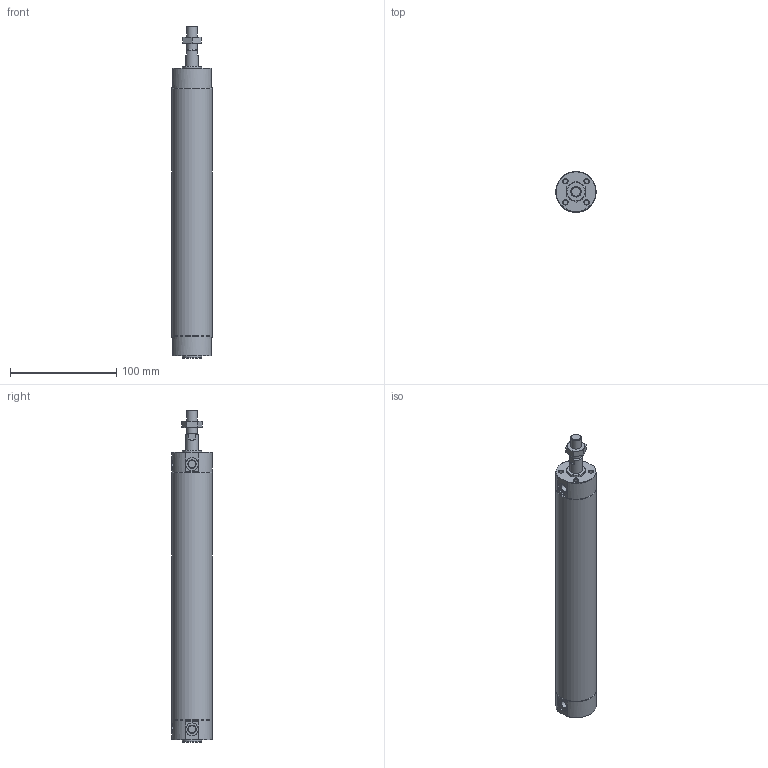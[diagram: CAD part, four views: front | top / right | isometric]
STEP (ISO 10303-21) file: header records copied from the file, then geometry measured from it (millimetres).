
FILE_DESCRIPTION( ( 'STEP AP203' ), '1' );
FILE_NAME( 'MCCG-11-32-200M-A_POS_0.stp', '2021-01-27T08:47:39', ( 'License CC BY-ND 4.0' ), ( 'CADENAS' ), ' ', 'PARTsolutions', ' ' );
FILE_SCHEMA( ( 'CONFIG_CONTROL_DESIGN' ) );
Length unit declared in the file: millimetre
Products named in the file (4): MCCG-11-32-200M-A_POS_0; _MCCG-11-32-200-A(0-b); _MCCG-11-32-200(0-r); _32-nut
Assembly tree (3 placements, depth 2):
  MCCG-11-32-200M-A_POS_0
    _MCCG-11-32-200-A(0-b)
    _MCCG-11-32-200(0-r)
    _32-nut
Bounding box: 38 x 38 x 313 mm (x, y, z)
Volume: 170415.6 mm3; surface area: 76486.4 mm2
Topology: 3 solids, 3 shells, 125 faces, 242 edges, 148 vertices
Faces by surface type: plane 49, cone 45, cylinder 31
Full cylindrical faces by diameter (mm): 4.134 x10, 6.917 x4, 8.566 x2, 8.647 x1, 10 x1, 12 x6, 18 x2, 32 x2, 38 x3
Entity records: 3253 total; most frequent: CARTESIAN_POINT 827, DIRECTION 504, ORIENTED_EDGE 354, AXIS2_PLACEMENT_3D 238, EDGE_LOOP 210, EDGE_CURVE 177, FACE_OUTER_BOUND 156, VERTEX_POINT 141
